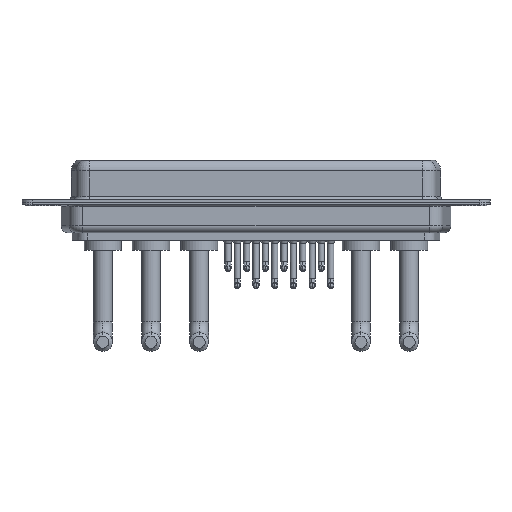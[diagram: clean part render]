
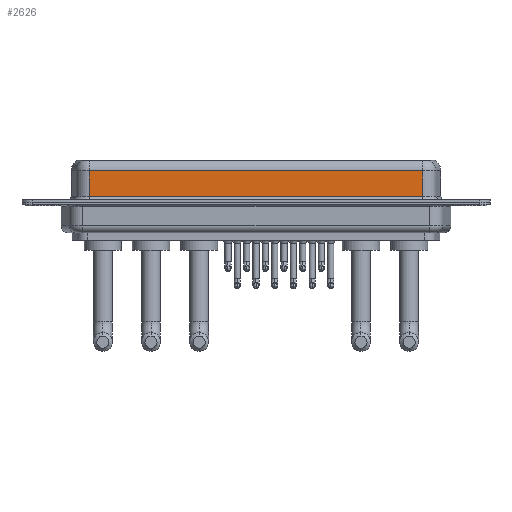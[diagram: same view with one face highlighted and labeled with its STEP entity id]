
A CAD part, front view. The second image highlights one B-rep face of the part: STEP entity #2626.
In plain terms, the highlighted planar face has unit normal (0, -1, 0).
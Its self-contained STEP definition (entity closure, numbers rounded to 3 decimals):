
#480 = LINE ( 'NONE', #10732, #8180 ) ;
#497 = CARTESIAN_POINT ( 'NONE',  ( 56.462, -3.95, 0.9 ) ) ;
#864 = LINE ( 'NONE', #7860, #11490 ) ;
#873 = EDGE_LOOP ( 'NONE', ( #5093, #6852, #10036, #3512 ) ) ;
#2626 = ADVANCED_FACE ( 'NONE', ( #10565 ), #14660, .F. ) ;
#3472 = CARTESIAN_POINT ( 'NONE',  ( 56.462, -3.95, 6.4 ) ) ;
#3512 = ORIENTED_EDGE ( 'NONE', *, *, #12114, .T. ) ;
#3641 = VECTOR ( 'NONE', #11073, 1000. ) ;
#4936 = CARTESIAN_POINT ( 'NONE',  ( 7.038, -3.95, 4.65 ) ) ;
#5093 = ORIENTED_EDGE ( 'NONE', *, *, #5550, .F. ) ;
#5550 = EDGE_CURVE ( 'NONE', #17046, #10706, #15651, .T. ) ;
#5784 = CARTESIAN_POINT ( 'NONE',  ( 56.462, -3.95, 4.65 ) ) ;
#6475 = EDGE_CURVE ( 'NONE', #17046, #15933, #15702, .T. ) ;
#6852 = ORIENTED_EDGE ( 'NONE', *, *, #6475, .T. ) ;
#7860 = CARTESIAN_POINT ( 'NONE',  ( 56.462, -3.95, 0.9 ) ) ;
#8180 = VECTOR ( 'NONE', #13357, 1000. ) ;
#8564 = CARTESIAN_POINT ( 'NONE',  ( 56.462, -3.95, 6.4 ) ) ;
#9614 = DIRECTION ( 'NONE',  ( 1., 0., 0. ) ) ;
#10036 = ORIENTED_EDGE ( 'NONE', *, *, #15473, .T. ) ;
#10565 = FACE_OUTER_BOUND ( 'NONE', #873, .T. ) ;
#10706 = VERTEX_POINT ( 'NONE', #497 ) ;
#10732 = CARTESIAN_POINT ( 'NONE',  ( 7.038, -3.95, 6.4 ) ) ;
#11073 = DIRECTION ( 'NONE',  ( 0., 0., -1. ) ) ;
#11490 = VECTOR ( 'NONE', #9614, 1000. ) ;
#11670 = DIRECTION ( 'NONE',  ( -1., 0., 0. ) ) ;
#12114 = EDGE_CURVE ( 'NONE', #18150, #10706, #864, .T. ) ;
#13280 = DIRECTION ( 'NONE',  ( 0., 1., 0. ) ) ;
#13357 = DIRECTION ( 'NONE',  ( 0., 0., -1. ) ) ;
#13529 = VECTOR ( 'NONE', #11670, 1000. ) ;
#14227 = CARTESIAN_POINT ( 'NONE',  ( 56.462, -3.95, 4.65 ) ) ;
#14660 = PLANE ( 'NONE',  #15649 ) ;
#15125 = CARTESIAN_POINT ( 'NONE',  ( 7.038, -3.95, 0.9 ) ) ;
#15473 = EDGE_CURVE ( 'NONE', #15933, #18150, #480, .T. ) ;
#15649 = AXIS2_PLACEMENT_3D ( 'NONE', #3472, #13280, #15864 ) ;
#15651 = LINE ( 'NONE', #8564, #3641 ) ;
#15702 = LINE ( 'NONE', #14227, #13529 ) ;
#15864 = DIRECTION ( 'NONE',  ( 0., 0., 1. ) ) ;
#15933 = VERTEX_POINT ( 'NONE', #4936 ) ;
#17046 = VERTEX_POINT ( 'NONE', #5784 ) ;
#18150 = VERTEX_POINT ( 'NONE', #15125 ) ;
